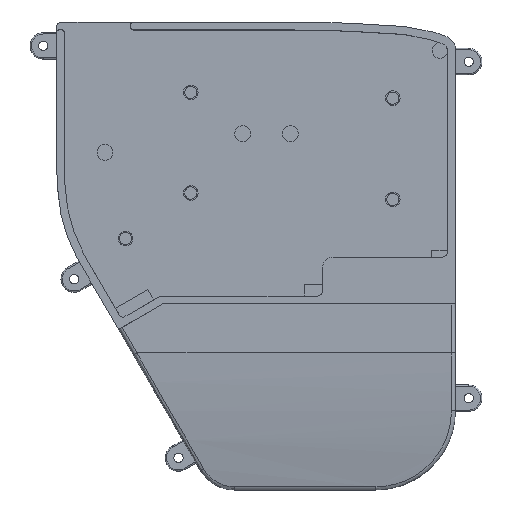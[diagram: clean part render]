
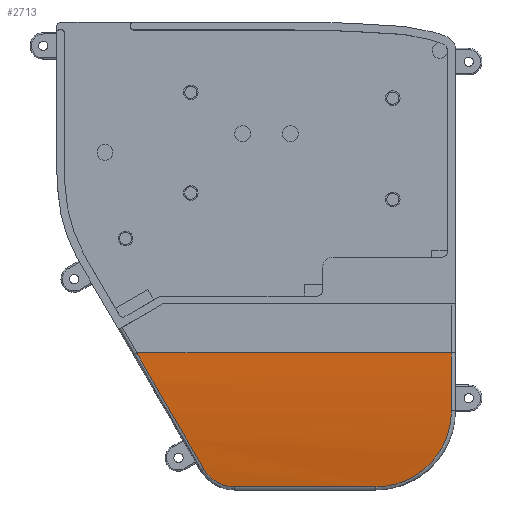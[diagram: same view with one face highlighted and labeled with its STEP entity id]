
A CAD part, top view. The second image highlights one B-rep face of the part: STEP entity #2713.
In plain terms, the highlighted cylindrical face has radius 316.321 mm (diameter 632.641 mm), a partial arc.
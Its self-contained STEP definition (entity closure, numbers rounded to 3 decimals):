
#18=ELLIPSE('',#2991,365.074,316.321);
#56=B_SPLINE_CURVE_WITH_KNOTS('',3,(#4745,#4746,#4747,#4748,#4749,#4750),
 .UNSPECIFIED.,.F.,.F.,(4,2,4),(7.071,7.071,7.075),
 .UNSPECIFIED.);
#57=B_SPLINE_CURVE_WITH_KNOTS('',3,(#4804,#4805,#4806,#4807,#4808),
 .UNSPECIFIED.,.F.,.F.,(4,1,4),(-1.42,-0.811,0.),
 .UNSPECIFIED.);
#59=B_SPLINE_CURVE_WITH_KNOTS('',3,(#4858,#4859,#4860,#4861,#4862,#4863,
#4864),.UNSPECIFIED.,.F.,.F.,(4,1,1,1,4),(-4.504,-3.217,
-1.93,-1.287,0.),.UNSPECIFIED.);
#139=CYLINDRICAL_SURFACE('',#3001,316.321);
#290=FACE_OUTER_BOUND('',#471,.T.);
#471=EDGE_LOOP('',(#2424,#2425,#2426,#2427,#2428,#2429,#2430));
#591=CIRCLE('',#2997,316.321);
#822=LINE('',#4818,#1067);
#826=LINE('',#4896,#1071);
#1067=VECTOR('',#3746,10.);
#1071=VECTOR('',#3764,10.);
#1310=VERTEX_POINT('',#4685);
#1314=VERTEX_POINT('',#4692);
#1316=VERTEX_POINT('',#4773);
#1318=VERTEX_POINT('',#4802);
#1320=VERTEX_POINT('',#4816);
#1322=VERTEX_POINT('',#4856);
#1323=VERTEX_POINT('',#4873);
#1679=EDGE_CURVE('',#1314,#1310,#56,.T.);
#1682=EDGE_CURVE('',#1316,#1314,#18,.T.);
#1684=EDGE_CURVE('',#1318,#1316,#57,.T.);
#1687=EDGE_CURVE('',#1320,#1318,#822,.T.);
#1690=EDGE_CURVE('',#1322,#1320,#59,.T.);
#1692=EDGE_CURVE('',#1323,#1322,#591,.T.);
#1698=EDGE_CURVE('',#1323,#1310,#826,.T.);
#2424=ORIENTED_EDGE('',*,*,#1679,.F.);
#2425=ORIENTED_EDGE('',*,*,#1682,.F.);
#2426=ORIENTED_EDGE('',*,*,#1684,.F.);
#2427=ORIENTED_EDGE('',*,*,#1687,.F.);
#2428=ORIENTED_EDGE('',*,*,#1690,.F.);
#2429=ORIENTED_EDGE('',*,*,#1692,.F.);
#2430=ORIENTED_EDGE('',*,*,#1698,.T.);
#2713=ADVANCED_FACE('',(#290),#139,.T.);
#2991=AXIS2_PLACEMENT_3D('',#4775,#3738,#3739);
#2997=AXIS2_PLACEMENT_3D('',#4874,#3752,#3753);
#3001=AXIS2_PLACEMENT_3D('',#4895,#3762,#3763);
#3738=DIRECTION('center_axis',(-0.866,-0.499,0.));
#3739=DIRECTION('ref_axis',(0.499,-0.866,0.));
#3746=DIRECTION('',(-1.,0.,0.));
#3752=DIRECTION('center_axis',(1.,0.,0.));
#3753=DIRECTION('ref_axis',(0.,-0.079,0.997));
#3762=DIRECTION('center_axis',(1.,0.,0.));
#3763=DIRECTION('ref_axis',(0.,0.012,1.));
#3764=DIRECTION('',(-1.,0.,0.));
#4685=CARTESIAN_POINT('',(-35.743,-57.986,12.7));
#4692=CARTESIAN_POINT('',(-35.778,-57.995,12.7));
#4745=CARTESIAN_POINT('Ctrl Pts',(-35.778,-57.995,12.7));
#4746=CARTESIAN_POINT('Ctrl Pts',(-35.777,-57.994,12.7));
#4747=CARTESIAN_POINT('Ctrl Pts',(-35.776,-57.994,12.7));
#4748=CARTESIAN_POINT('Ctrl Pts',(-35.765,-57.989,12.7));
#4749=CARTESIAN_POINT('Ctrl Pts',(-35.754,-57.986,12.7));
#4750=CARTESIAN_POINT('Ctrl Pts',(-35.743,-57.986,12.7));
#4773=CARTESIAN_POINT('',(-10.585,-101.717,7.66));
#4775=CARTESIAN_POINT('Origin',(-44.003,-43.72,-303.299));
#4802=CARTESIAN_POINT('',(1.098,-108.485,6.321));
#4804=CARTESIAN_POINT('Ctrl Pts',(1.098,-108.485,6.321));
#4805=CARTESIAN_POINT('Ctrl Pts',(-0.93,-108.485,
6.321));
#4806=CARTESIAN_POINT('Ctrl Pts',(-5.664,-107.393,6.552));
#4807=CARTESIAN_POINT('Ctrl Pts',(-9.247,-104.038,7.227));
#4808=CARTESIAN_POINT('Ctrl Pts',(-10.585,-101.717,7.66));
#4816=CARTESIAN_POINT('',(54.46,-108.485,6.321));
#4818=CARTESIAN_POINT('',(0.,-108.485,6.321));
#4856=CARTESIAN_POINT('',(82.96,-79.849,10.952));
#4858=CARTESIAN_POINT('Ctrl Pts',(82.96,-79.849,10.952));
#4859=CARTESIAN_POINT('Ctrl Pts',(82.96,-84.131,10.46));
#4860=CARTESIAN_POINT('Ctrl Pts',(81.021,-92.668,9.288));
#4861=CARTESIAN_POINT('Ctrl Pts',(74.25,-101.23,7.77));
#4862=CARTESIAN_POINT('Ctrl Pts',(65.174,-106.993,6.64));
#4863=CARTESIAN_POINT('Ctrl Pts',(58.749,-108.485,6.321));
#4864=CARTESIAN_POINT('Ctrl Pts',(54.46,-108.485,6.321));
#4873=CARTESIAN_POINT('',(82.96,-57.986,12.7));
#4874=CARTESIAN_POINT('Origin',(82.96,-43.72,-303.299));
#4895=CARTESIAN_POINT('Origin',(0.,-43.72,-303.299));
#4896=CARTESIAN_POINT('',(0.,-57.986,12.7));
